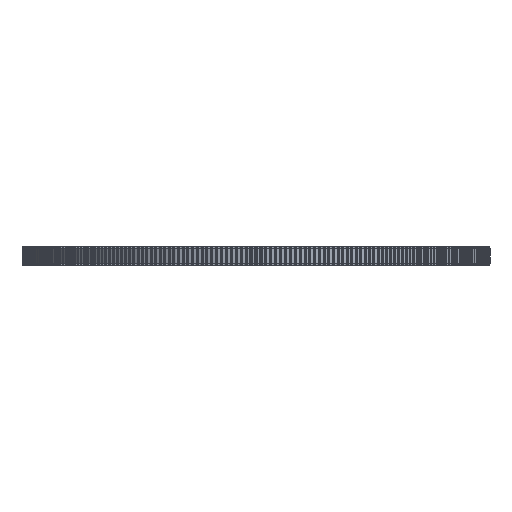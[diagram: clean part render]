
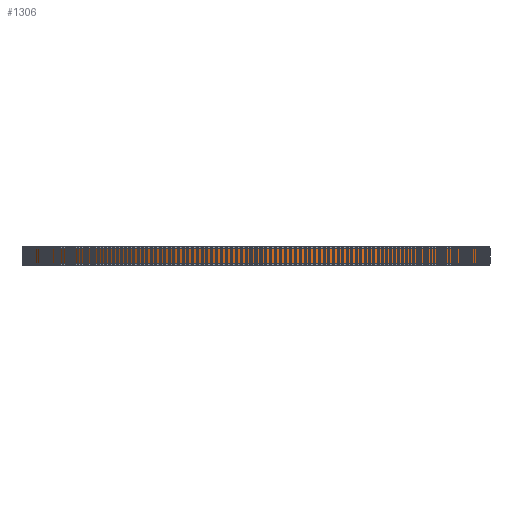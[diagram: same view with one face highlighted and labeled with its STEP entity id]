
A CAD part, front view. The second image highlights one B-rep face of the part: STEP entity #1306.
In plain terms, the highlighted cylindrical face has radius 94.22 mm (diameter 188.439 mm), a full revolution.
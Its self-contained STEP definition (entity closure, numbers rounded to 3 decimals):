
#97=FACE_BOUND('',#4864,.T.);
#98=FACE_BOUND('',#4865,.T.);
#1306=ADVANCED_FACE('',(#97,#98),#2491,.T.);
#2491=CYLINDRICAL_SURFACE('',#26191,94.22);
#4864=EDGE_LOOP('',(#14338));
#4865=EDGE_LOOP('',(#14339));
#14338=ORIENTED_EDGE('',*,*,#20262,.T.);
#14339=ORIENTED_EDGE('',*,*,#20263,.T.);
#16708=VERTEX_POINT('',#41600);
#16709=VERTEX_POINT('',#41602);
#20262=EDGE_CURVE('',#16708,#16708,#22632,.T.);
#20263=EDGE_CURVE('',#16709,#16709,#22633,.T.);
#22632=CIRCLE('',#26189,94.22);
#22633=CIRCLE('',#26190,94.22);
#26189=AXIS2_PLACEMENT_3D('',#41599,#34486,#34487);
#26190=AXIS2_PLACEMENT_3D('',#41601,#34488,#34489);
#26191=AXIS2_PLACEMENT_3D('',#41603,#34490,#34491);
#34486=DIRECTION('',(0.,0.,1.));
#34487=DIRECTION('',(1.,0.,0.));
#34488=DIRECTION('',(0.,0.,-1.));
#34489=DIRECTION('',(1.,0.,0.));
#34490=DIRECTION('',(0.,0.,1.));
#34491=DIRECTION('',(1.,0.,0.));
#41599=CARTESIAN_POINT('',(0.,0.,1.));
#41600=CARTESIAN_POINT('',(94.22,0.,1.));
#41601=CARTESIAN_POINT('',(0.,0.,7.));
#41602=CARTESIAN_POINT('',(94.22,0.,7.));
#41603=CARTESIAN_POINT('',(0.,0.,1.));
